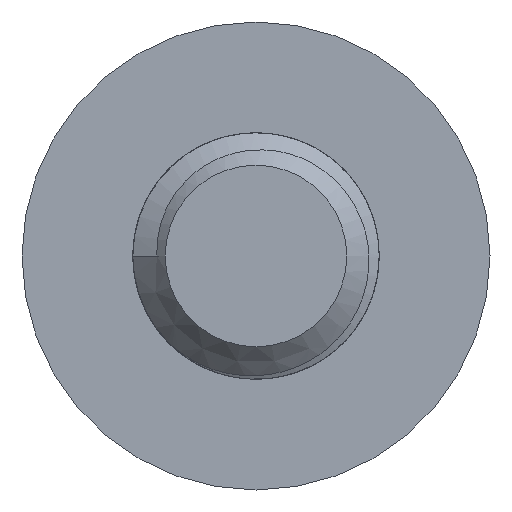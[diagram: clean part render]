
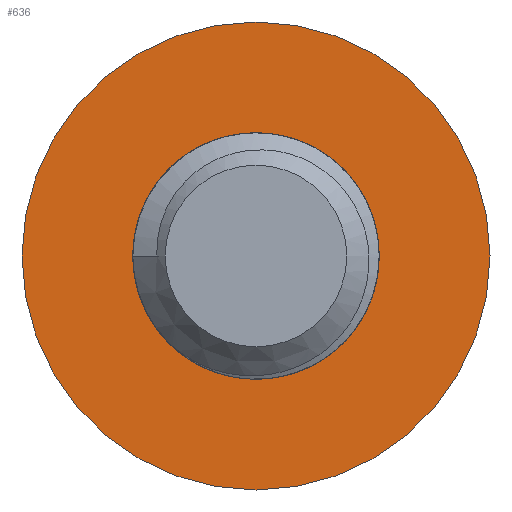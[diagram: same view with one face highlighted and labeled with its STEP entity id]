
A CAD part, left-side view. The second image highlights one B-rep face of the part: STEP entity #636.
In plain terms, the highlighted face is planar.
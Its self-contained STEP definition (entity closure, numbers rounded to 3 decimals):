
#24=PLANE('',#706);
#36=FACE_BOUND('',#111,.T.);
#67=FACE_OUTER_BOUND('',#110,.T.);
#110=EDGE_LOOP('',(#496));
#111=EDGE_LOOP('',(#497,#498,#499));
#140=CIRCLE('',#671,2.);
#141=CIRCLE('',#673,2.);
#142=CIRCLE('',#675,2.);
#145=CIRCLE('',#692,3.8);
#262=VERTEX_POINT('',#876);
#263=VERTEX_POINT('',#899);
#265=VERTEX_POINT('',#916);
#295=VERTEX_POINT('',#1930);
#319=EDGE_CURVE('',#262,#263,#140,.T.);
#323=EDGE_CURVE('',#263,#265,#141,.T.);
#326=EDGE_CURVE('',#265,#262,#142,.T.);
#368=EDGE_CURVE('',#295,#295,#145,.T.);
#496=ORIENTED_EDGE('',*,*,#368,.F.);
#497=ORIENTED_EDGE('',*,*,#323,.F.);
#498=ORIENTED_EDGE('',*,*,#319,.F.);
#499=ORIENTED_EDGE('',*,*,#326,.F.);
#636=ADVANCED_FACE('',(#67,#36),#24,.F.);
#671=AXIS2_PLACEMENT_3D('',#900,#730,#731);
#673=AXIS2_PLACEMENT_3D('',#924,#735,#736);
#675=AXIS2_PLACEMENT_3D('',#965,#740,#741);
#692=AXIS2_PLACEMENT_3D('',#1932,#787,#788);
#706=AXIS2_PLACEMENT_3D('',#2033,#817,#818);
#730=DIRECTION('center_axis',(0.,0.,-1.));
#731=DIRECTION('ref_axis',(1.,0.,0.));
#735=DIRECTION('center_axis',(0.,0.,-1.));
#736=DIRECTION('ref_axis',(1.,0.,0.));
#740=DIRECTION('center_axis',(0.,0.,-1.));
#741=DIRECTION('ref_axis',(1.,0.,0.));
#787=DIRECTION('center_axis',(0.,0.,1.));
#788=DIRECTION('ref_axis',(1.,0.,0.));
#817=DIRECTION('center_axis',(0.,0.,1.));
#818=DIRECTION('ref_axis',(1.,0.,0.));
#876=CARTESIAN_POINT('',(-1.061,-1.695,-2.2));
#899=CARTESIAN_POINT('',(0.463,-1.946,-2.2));
#900=CARTESIAN_POINT('Origin',(0.,0.,-2.2));
#916=CARTESIAN_POINT('',(0.,-2.,-2.2));
#924=CARTESIAN_POINT('Origin',(0.,0.,-2.2));
#965=CARTESIAN_POINT('Origin',(0.,0.,-2.2));
#1930=CARTESIAN_POINT('',(-3.8,0.,-2.2));
#1932=CARTESIAN_POINT('Origin',(0.,0.,-2.2));
#2033=CARTESIAN_POINT('Origin',(0.,-3.8,-2.2));
